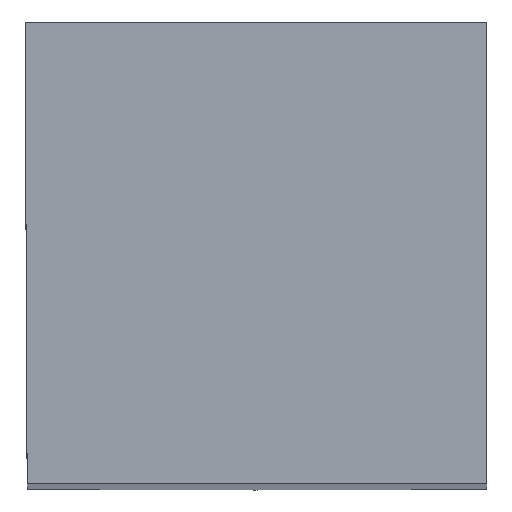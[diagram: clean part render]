
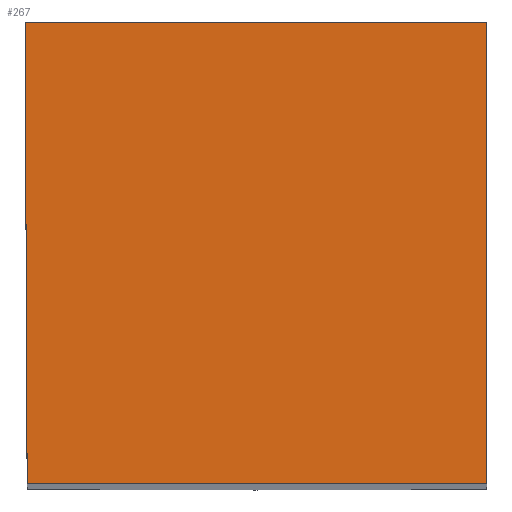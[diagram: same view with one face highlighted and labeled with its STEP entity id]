
A CAD part, top view. The second image highlights one B-rep face of the part: STEP entity #267.
In plain terms, the highlighted planar face has unit normal (0, 0, 1).
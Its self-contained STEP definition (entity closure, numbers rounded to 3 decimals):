
#267=ADVANCED_FACE('CU_BACK_SU1',(#397),#351,.F.);
#351=PLANE('',#1651);
#397=FACE_OUTER_BOUND('',#472,.T.);
#472=EDGE_LOOP('',(#564,#565,#566,#567));
#564=ORIENTED_EDGE('',*,*,#1132,.F.);
#565=ORIENTED_EDGE('',*,*,#1133,.T.);
#566=ORIENTED_EDGE('',*,*,#1134,.T.);
#567=ORIENTED_EDGE('',*,*,#1135,.T.);
#990=VERTEX_POINT('',#2225);
#991=VERTEX_POINT('',#2226);
#992=VERTEX_POINT('',#2228);
#993=VERTEX_POINT('',#2230);
#1132=EDGE_CURVE('',#990,#991,#1345,.T.);
#1133=EDGE_CURVE('',#990,#992,#1346,.T.);
#1134=EDGE_CURVE('',#992,#993,#1347,.T.);
#1135=EDGE_CURVE('',#993,#991,#1348,.T.);
#1345=LINE('',#2224,#1457);
#1346=LINE('',#2227,#1458);
#1347=LINE('',#2229,#1459);
#1348=LINE('',#2231,#1460);
#1457=VECTOR('',#1804,1.);
#1458=VECTOR('',#1805,1.);
#1459=VECTOR('',#1806,1.);
#1460=VECTOR('',#1807,1.);
#1651=AXIS2_PLACEMENT_3D('',#2232,#1808,#1809);
#1804=DIRECTION('',(-0.004,1.,0.));
#1805=DIRECTION('',(1.,0.,0.));
#1806=DIRECTION('',(0.,1.,0.));
#1807=DIRECTION('',(-1.,0.,0.));
#1808=DIRECTION('',(0.,0.,-1.));
#1809=DIRECTION('',(0.,-1.,0.));
#2224=CARTESIAN_POINT('',(-16.037,35.781,0.));
#2225=CARTESIAN_POINT('',(-15.88,0.,0.));
#2226=CARTESIAN_POINT('',(-15.95,15.95,0.));
#2227=CARTESIAN_POINT('',(22.798,0.,0.));
#2228=CARTESIAN_POINT('',(0.,0.,0.));
#2229=CARTESIAN_POINT('',(0.,35.95,0.));
#2230=CARTESIAN_POINT('',(0.,15.95,0.));
#2231=CARTESIAN_POINT('',(22.798,15.95,0.));
#2232=CARTESIAN_POINT('',(22.798,35.95,0.));
